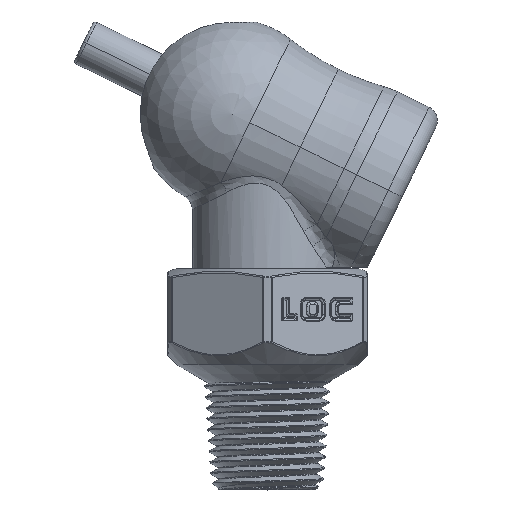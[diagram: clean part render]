
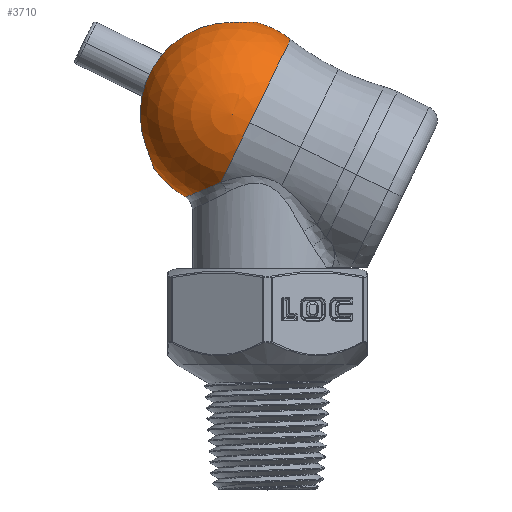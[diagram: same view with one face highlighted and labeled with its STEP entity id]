
A CAD part, top view. The second image highlights one B-rep face of the part: STEP entity #3710.
In plain terms, the highlighted spherical face has radius 8.039 mm.
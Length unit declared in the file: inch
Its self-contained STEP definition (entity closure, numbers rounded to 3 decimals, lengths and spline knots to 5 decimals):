
#2080 = VERTEX_POINT ( 'NONE', #28815 ) ;
#2081 = VERTEX_POINT ( 'NONE', #28816 ) ;
#2107 = VERTEX_POINT ( 'NONE', #28792 ) ;
#2110 = VERTEX_POINT ( 'NONE', #28789 ) ;
#2117 = VERTEX_POINT ( 'NONE', #28782 ) ;
#2138 = VERTEX_POINT ( 'NONE', #28761 ) ;
#2139 = VERTEX_POINT ( 'NONE', #28760 ) ;
#2160 = VERTEX_POINT ( 'NONE', #28739 ) ;
#2917 = DIRECTION ( 'NONE',  ( 0., 1., 0. ) ) ;
#2946 = DIRECTION ( 'NONE',  ( 0., 0., -1. ) ) ;
#2968 = CARTESIAN_POINT ( 'NONE',  ( 0., 0., 0. ) ) ;
#3308 = CARTESIAN_POINT ( 'NONE',  ( -0.01876, -0.31594, 0. ) ) ;
#3385 = CARTESIAN_POINT ( 'NONE',  ( -0.01876, -0.31594, 0.02207 ) ) ;
#3421 = CARTESIAN_POINT ( 'NONE',  ( -0.06183, 0.3104, 0.00528 ) ) ;
#3424 = CARTESIAN_POINT ( 'NONE',  ( -0.06183, 0.3104, 0. ) ) ;
#3427 = CARTESIAN_POINT ( 'NONE',  ( -0.01671, -0.31379, 0.04365 ) ) ;
#3429 = CARTESIAN_POINT ( 'NONE',  ( -0.01069, -0.30742, 0.07531 ) ) ;
#3432 = CARTESIAN_POINT ( 'NONE',  ( -0.00817, -0.30474, 0.08579 ) ) ;
#3434 = CARTESIAN_POINT ( 'NONE',  ( -0.00229, -0.29845, 0.1059 ) ) ;
#3435 = CARTESIAN_POINT ( 'NONE',  ( 0.00108, -0.29483, 0.11562 ) ) ;
#3710 = ADVANCED_FACE ( 'NONE', ( #13062 ), #13065, .T. ) ;
#4890 = CARTESIAN_POINT ( 'NONE',  ( 0., 0., 0. ) ) ;
#4891 = DIRECTION ( 'NONE',  ( 0., 0., -1. ) ) ;
#4892 = DIRECTION ( 'NONE',  ( 0., 1., 0. ) ) ;
#4923 = CARTESIAN_POINT ( 'NONE',  ( 0., 0., 0. ) ) ;
#4924 = DIRECTION ( 'NONE',  ( 0., 0., 1. ) ) ;
#4925 = DIRECTION ( 'NONE',  ( 1., 0., 0. ) ) ;
#7328 = CARTESIAN_POINT ( 'NONE',  ( 0.06587, 0., 0. ) ) ;
#7330 = DIRECTION ( 'NONE',  ( -1., 0., 0. ) ) ;
#7332 = DIRECTION ( 'NONE',  ( 0., 0., 1. ) ) ;
#7359 = CARTESIAN_POINT ( 'NONE',  ( 0.06587, 0., 0. ) ) ;
#7361 = DIRECTION ( 'NONE',  ( -1., 0., 0. ) ) ;
#7363 = DIRECTION ( 'NONE',  ( 0., 0., 1. ) ) ;
#8130 = CIRCLE ( 'NONE', #8662, 0.30622 ) ;
#8662 = AXIS2_PLACEMENT_3D ( 'NONE', #10478, #10479, #10481 ) ;
#10137 = EDGE_CURVE ( 'NONE', #2139, #2138, #19607, .T. ) ;
#10141 = EDGE_CURVE ( 'NONE', #2138, #2160, #19611, .T. ) ;
#10167 = EDGE_CURVE ( 'NONE', #2117, #2110, #19639, .T. ) ;
#10171 = EDGE_CURVE ( 'NONE', #2160, #2107, #19641, .T. ) ;
#10434 = CARTESIAN_POINT ( 'NONE',  ( 0.0124, -0.28255, 0.14374 ) ) ;
#10436 = CARTESIAN_POINT ( 'NONE',  ( 0.0217, -0.27235, 0.16126 ) ) ;
#10438 = CARTESIAN_POINT ( 'NONE',  ( 0.03714, -0.25491, 0.18421 ) ) ;
#10440 = CARTESIAN_POINT ( 'NONE',  ( 0.04255, -0.24872, 0.19137 ) ) ;
#10442 = CARTESIAN_POINT ( 'NONE',  ( 0.05388, -0.23556, 0.2047 ) ) ;
#10444 = CARTESIAN_POINT ( 'NONE',  ( 0.0598, -0.22856, 0.21089 ) ) ;
#10445 = CARTESIAN_POINT ( 'NONE',  ( 0.06587, -0.22126, 0.21651 ) ) ;
#10450 = CARTESIAN_POINT ( 'NONE',  ( -0.06229, 0.31018, 0.01048 ) ) ;
#10452 = CARTESIAN_POINT ( 'NONE',  ( -0.06412, 0.30929, 0.02069 ) ) ;
#10454 = CARTESIAN_POINT ( 'NONE',  ( -0.0655, 0.30862, 0.02577 ) ) ;
#10455 = CARTESIAN_POINT ( 'NONE',  ( -0.06911, 0.30687, 0.03546 ) ) ;
#10457 = CARTESIAN_POINT ( 'NONE',  ( -0.07132, 0.30579, 0.04005 ) ) ;
#10459 = CARTESIAN_POINT ( 'NONE',  ( -0.07653, 0.30326, 0.04874 ) ) ;
#10461 = CARTESIAN_POINT ( 'NONE',  ( -0.07957, 0.30178, 0.05286 ) ) ;
#10463 = CARTESIAN_POINT ( 'NONE',  ( -0.08952, 0.29695, 0.06393 ) ) ;
#10465 = CARTESIAN_POINT ( 'NONE',  ( -0.09754, 0.29306, 0.06989 ) ) ;
#10467 = CARTESIAN_POINT ( 'NONE',  ( -0.11484, 0.28465, 0.07788 ) ) ;
#10468 = CARTESIAN_POINT ( 'NONE',  ( -0.12429, 0.28007, 0.08 ) ) ;
#10470 = CARTESIAN_POINT ( 'NONE',  ( -0.13379, 0.27545, 0.08 ) ) ;
#10473 = CARTESIAN_POINT ( 'NONE',  ( -0.21236, -0.22063, 0.08 ) ) ;
#10476 = CARTESIAN_POINT ( 'NONE',  ( -0.20855, -0.22429, 0.08 ) ) ;
#10478 = CARTESIAN_POINT ( 'NONE',  ( 0., 0., 0.08 ) ) ;
#10479 = DIRECTION ( 'NONE',  ( 0., 0., -1. ) ) ;
#10481 = DIRECTION ( 'NONE',  ( 1., 0., 0. ) ) ;
#10484 = CARTESIAN_POINT ( 'NONE',  ( -0.20481, -0.22789, 0.07948 ) ) ;
#10486 = CARTESIAN_POINT ( 'NONE',  ( -0.19745, -0.23498, 0.07745 ) ) ;
#10488 = CARTESIAN_POINT ( 'NONE',  ( -0.19379, -0.2385, 0.07592 ) ) ;
#10490 = CARTESIAN_POINT ( 'NONE',  ( -0.18681, -0.24521, 0.0719 ) ) ;
#10491 = CARTESIAN_POINT ( 'NONE',  ( -0.18351, -0.2484, 0.06945 ) ) ;
#10493 = CARTESIAN_POINT ( 'NONE',  ( -0.17724, -0.25443, 0.06365 ) ) ;
#10495 = CARTESIAN_POINT ( 'NONE',  ( -0.17428, -0.25728, 0.06028 ) ) ;
#10497 = CARTESIAN_POINT ( 'NONE',  ( -0.1663, -0.26496, 0.04921 ) ) ;
#10499 = CARTESIAN_POINT ( 'NONE',  ( -0.16201, -0.26909, 0.0403 ) ) ;
#10501 = CARTESIAN_POINT ( 'NONE',  ( -0.15625, -0.27463, 0.02106 ) ) ;
#10503 = CARTESIAN_POINT ( 'NONE',  ( -0.15472, -0.2761, 0.01056 ) ) ;
#10504 = CARTESIAN_POINT ( 'NONE',  ( -0.15472, -0.2761, 0. ) ) ;
#10757 = EDGE_LOOP ( 'NONE', ( #28030, #28028, #28031, #27989, #27991, #28022, #28020, #28015 ) ) ;
#13062 = FACE_OUTER_BOUND ( 'NONE', #10757, .T. ) ;
#13065 = SPHERICAL_SURFACE ( 'NONE', #14289, 0.3165 ) ;
#14289 = AXIS2_PLACEMENT_3D ( 'NONE', #2968, #2946, #2917 ) ;
#14903 = AXIS2_PLACEMENT_3D ( 'NONE', #7328, #7330, #7332 ) ;
#14907 = AXIS2_PLACEMENT_3D ( 'NONE', #7359, #7361, #7363 ) ;
#14917 = AXIS2_PLACEMENT_3D ( 'NONE', #4890, #4891, #4892 ) ;
#14919 = AXIS2_PLACEMENT_3D ( 'NONE', #4923, #4924, #4925 ) ;
#19471 = B_SPLINE_CURVE_WITH_KNOTS ( 'NONE', 3,
 ( #10473, #10476, #10484, #10486, #10488, #10490, #10491, #10493, #10495, #10497, #10499, #10501, #10503, #10504 ),
 .UNSPECIFIED., .F., .F.,
 ( 4, 2, 2, 2, 2, 2, 4 ),
 ( 0., 0.0004, 0.00079, 0.00119, 0.00159, 0.00238, 0.00317 ),
 .UNSPECIFIED. ) ;
#19472 = B_SPLINE_CURVE_WITH_KNOTS ( 'NONE', 3,
 ( #3424, #3421, #10450, #10452, #10454, #10455, #10457, #10459, #10461, #10463, #10465, #10467, #10468, #10470 ),
 .UNSPECIFIED., .F., .F.,
 ( 4, 2, 2, 2, 2, 2, 4 ),
 ( 0., 0.0004, 0.00079, 0.00119, 0.00159, 0.00238, 0.00317 ),
 .UNSPECIFIED. ) ;
#19473 = B_SPLINE_CURVE_WITH_KNOTS ( 'NONE', 3,
 ( #3308, #3385, #3427, #3429, #3432, #3434, #3435, #10434, #10436, #10438, #10440, #10442, #10444, #10445 ),
 .UNSPECIFIED., .F., .F.,
 ( 4, 2, 2, 2, 2, 2, 4 ),
 ( 0.00664, 0.0083, 0.00913, 0.00996, 0.01162, 0.01245, 0.01328 ),
 .UNSPECIFIED. ) ;
#19607 = CIRCLE ( 'NONE', #14903, 0.30957 ) ;
#19611 = CIRCLE ( 'NONE', #14907, 0.30957 ) ;
#19639 = CIRCLE ( 'NONE', #14917, 0.3165 ) ;
#19641 = CIRCLE ( 'NONE', #14919, 0.3165 ) ;
#20696 = EDGE_CURVE ( 'NONE', #2117, #2139, #19473, .T. ) ;
#20697 = EDGE_CURVE ( 'NONE', #2107, #2081, #19472, .T. ) ;
#20698 = EDGE_CURVE ( 'NONE', #2080, #2081, #8130, .T. ) ;
#20699 = EDGE_CURVE ( 'NONE', #2080, #2110, #19471, .T. ) ;
#27989 = ORIENTED_EDGE ( 'NONE', *, *, #10141, .T. ) ;
#27991 = ORIENTED_EDGE ( 'NONE', *, *, #10171, .T. ) ;
#28015 = ORIENTED_EDGE ( 'NONE', *, *, #20699, .T. ) ;
#28020 = ORIENTED_EDGE ( 'NONE', *, *, #20698, .F. ) ;
#28022 = ORIENTED_EDGE ( 'NONE', *, *, #20697, .T. ) ;
#28028 = ORIENTED_EDGE ( 'NONE', *, *, #20696, .T. ) ;
#28030 = ORIENTED_EDGE ( 'NONE', *, *, #10167, .F. ) ;
#28031 = ORIENTED_EDGE ( 'NONE', *, *, #10137, .T. ) ;
#28739 = CARTESIAN_POINT ( 'NONE',  ( 0.06587, 0.30957, 0. ) ) ;
#28760 = CARTESIAN_POINT ( 'NONE',  ( 0.06587, -0.22126, 0.21651 ) ) ;
#28761 = CARTESIAN_POINT ( 'NONE',  ( 0.06587, 0., 0.30957 ) ) ;
#28782 = CARTESIAN_POINT ( 'NONE',  ( -0.01876, -0.31594, 0. ) ) ;
#28789 = CARTESIAN_POINT ( 'NONE',  ( -0.15472, -0.2761, 0. ) ) ;
#28792 = CARTESIAN_POINT ( 'NONE',  ( -0.06183, 0.3104, 0. ) ) ;
#28815 = CARTESIAN_POINT ( 'NONE',  ( -0.21236, -0.22063, 0.08 ) ) ;
#28816 = CARTESIAN_POINT ( 'NONE',  ( -0.13379, 0.27545, 0.08 ) ) ;
